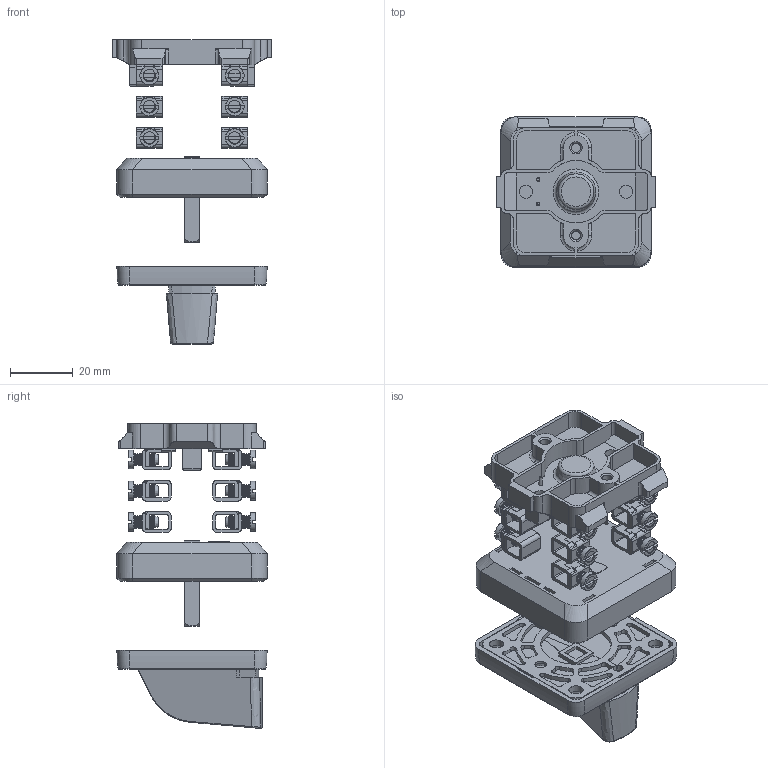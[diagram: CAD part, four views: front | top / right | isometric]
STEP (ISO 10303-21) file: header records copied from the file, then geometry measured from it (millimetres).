
FILE_DESCRIPTION(/* description */ ('Unknown'),/* implementation_level */ '2;1');
FILE_NAME(/* name */ '315.014',/* time_stamp */ '2025-11-20T11:47:55-03:00',/* author */ ('Unknown'),/* organization */ ('Unknown'),/* preprocessor_version */ 'ST-DEVELOPER v16.7',/* originating_system */ 'Solid Edge',/* authorisation */ 'Unknown');
FILE_SCHEMA (('AUTOMOTIVE_DESIGN {1 0 10303 214 3 1 1}'));
Products named in the file (1): 315.014
Bounding box: 51 x 48 x 97.49 mm (x, y, z)
Volume: 39230.9 mm3; surface area: 44488.1 mm2
Topology: 15 solids, 18 shells, 1788 faces, 5281 edges, 3459 vertices
Faces by surface type: plane 1025, cylinder 506, bspline 159, cone 51, torus 47
Full cylindrical faces by diameter (mm): 2.15 x2, 2.5 x2, 2.9 x2, 3.2 x4, 3.242 x2, 3.7 x2, 4.2 x2, 4.5 x8, 6 x12, 7.2 x4, 8.198 x2, 9 x2, 22.5 x1, 26.2 x1
Entity records: 92996 total; most frequent: CARTESIAN_POINT 39339, ORIENTED_EDGE 10238, DIRECTION 9253, EDGE_CURVE 5119, VERTEX_POINT 3386, AXIS2_PLACEMENT_3D 3093, LINE 3067, VECTOR 3067
